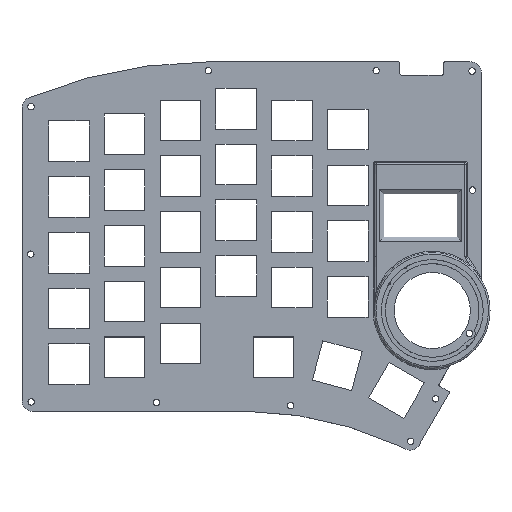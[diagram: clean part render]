
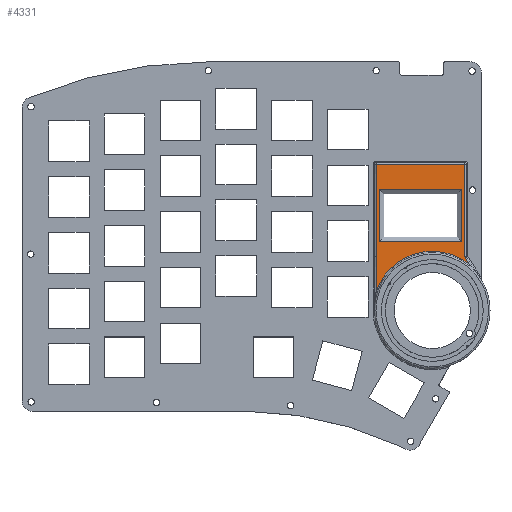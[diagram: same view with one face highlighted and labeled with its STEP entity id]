
A CAD part, top view. The second image highlights one B-rep face of the part: STEP entity #4331.
In plain terms, the highlighted planar face has unit normal (0, 0, 1).
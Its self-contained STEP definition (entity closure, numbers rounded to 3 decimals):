
#42=FACE_BOUND('',#536,.T.);
#137=PLANE('',#4597);
#310=FACE_OUTER_BOUND('',#535,.T.);
#535=EDGE_LOOP('',(#3078,#3079,#3080,#3081,#3082,#3083,#3084));
#536=EDGE_LOOP('',(#3085,#3086,#3087,#3088));
#844=LINE('',#6373,#1346);
#846=LINE('',#6409,#1348);
#847=LINE('',#6413,#1349);
#848=LINE('',#6415,#1350);
#849=LINE('',#6416,#1351);
#850=LINE('',#6419,#1352);
#851=LINE('',#6421,#1353);
#852=LINE('',#6423,#1354);
#853=LINE('',#6424,#1355);
#1346=VECTOR('',#4996,10.);
#1348=VECTOR('',#5000,10.);
#1349=VECTOR('',#5003,10.);
#1350=VECTOR('',#5004,10.);
#1351=VECTOR('',#5005,10.);
#1352=VECTOR('',#5006,10.);
#1353=VECTOR('',#5007,10.);
#1354=VECTOR('',#5008,10.);
#1355=VECTOR('',#5009,10.);
#1866=CIRCLE('',#4595,20.225);
#1867=CIRCLE('',#4598,1.);
#1987=VERTEX_POINT('',#6279);
#1989=VERTEX_POINT('',#6317);
#1992=VERTEX_POINT('',#6372);
#1994=VERTEX_POINT('',#6408);
#1995=VERTEX_POINT('',#6410);
#1996=VERTEX_POINT('',#6412);
#1997=VERTEX_POINT('',#6414);
#1998=VERTEX_POINT('',#6417);
#1999=VERTEX_POINT('',#6418);
#2000=VERTEX_POINT('',#6420);
#2001=VERTEX_POINT('',#6422);
#2413=EDGE_CURVE('',#1987,#1989,#1866,.T.);
#2416=EDGE_CURVE('',#1989,#1992,#844,.T.);
#2419=EDGE_CURVE('',#1994,#1987,#846,.T.);
#2420=EDGE_CURVE('',#1995,#1994,#1867,.T.);
#2421=EDGE_CURVE('',#1996,#1995,#847,.T.);
#2422=EDGE_CURVE('',#1997,#1996,#848,.T.);
#2423=EDGE_CURVE('',#1992,#1997,#849,.T.);
#2424=EDGE_CURVE('',#1998,#1999,#850,.T.);
#2425=EDGE_CURVE('',#2000,#1998,#851,.T.);
#2426=EDGE_CURVE('',#2001,#2000,#852,.T.);
#2427=EDGE_CURVE('',#1999,#2001,#853,.T.);
#3078=ORIENTED_EDGE('',*,*,#2413,.F.);
#3079=ORIENTED_EDGE('',*,*,#2419,.F.);
#3080=ORIENTED_EDGE('',*,*,#2420,.F.);
#3081=ORIENTED_EDGE('',*,*,#2421,.F.);
#3082=ORIENTED_EDGE('',*,*,#2422,.F.);
#3083=ORIENTED_EDGE('',*,*,#2423,.F.);
#3084=ORIENTED_EDGE('',*,*,#2416,.F.);
#3085=ORIENTED_EDGE('',*,*,#2424,.F.);
#3086=ORIENTED_EDGE('',*,*,#2425,.F.);
#3087=ORIENTED_EDGE('',*,*,#2426,.F.);
#3088=ORIENTED_EDGE('',*,*,#2427,.F.);
#4331=ADVANCED_FACE('',(#310,#42),#137,.T.);
#4595=AXIS2_PLACEMENT_3D('',#6321,#4992,#4993);
#4597=AXIS2_PLACEMENT_3D('',#6407,#4998,#4999);
#4598=AXIS2_PLACEMENT_3D('',#6411,#5001,#5002);
#4992=DIRECTION('center_axis',(0.,0.,1.));
#4993=DIRECTION('ref_axis',(-0.281,0.96,0.));
#4996=DIRECTION('',(0.005,1.,0.));
#4998=DIRECTION('center_axis',(0.,0.,1.));
#4999=DIRECTION('ref_axis',(1.,0.,0.));
#5000=DIRECTION('',(0.542,-0.84,0.));
#5001=DIRECTION('center_axis',(0.,0.,1.));
#5002=DIRECTION('ref_axis',(-0.959,-0.283,0.));
#5003=DIRECTION('',(0.,-1.,0.));
#5004=DIRECTION('',(1.,0.,0.));
#5005=DIRECTION('',(0.,1.,0.));
#5006=DIRECTION('',(0.,1.,0.));
#5007=DIRECTION('',(1.,0.,0.));
#5008=DIRECTION('',(0.,-1.,0.));
#5009=DIRECTION('',(-1.,0.,0.));
#6279=CARTESIAN_POINT('',(159.743,69.706,7.5));
#6317=CARTESIAN_POINT('',(127.805,60.371,7.5));
#6321=CARTESIAN_POINT('Origin',(147.,54.,7.5));
#6372=CARTESIAN_POINT('',(127.861,72.398,7.5));
#6373=CARTESIAN_POINT('',(127.899,80.458,7.5));
#6407=CARTESIAN_POINT('Origin',(143.006,88.45,7.5));
#6408=CARTESIAN_POINT('',(158.311,71.924,7.5));
#6409=CARTESIAN_POINT('',(154.685,77.539,7.5));
#6410=CARTESIAN_POINT('',(158.151,72.466,7.5));
#6411=CARTESIAN_POINT('Origin',(159.151,72.466,7.5));
#6412=CARTESIAN_POINT('',(158.151,104.,7.5));
#6413=CARTESIAN_POINT('',(158.151,80.425,7.5));
#6414=CARTESIAN_POINT('',(127.861,104.,7.5));
#6415=CARTESIAN_POINT('',(150.966,104.,7.5));
#6416=CARTESIAN_POINT('',(127.861,96.475,7.5));
#6417=CARTESIAN_POINT('',(157.097,77.529,7.5));
#6418=CARTESIAN_POINT('',(157.097,95.371,7.5));
#6419=CARTESIAN_POINT('',(157.097,88.45,7.5));
#6420=CARTESIAN_POINT('',(128.915,77.529,7.5));
#6421=CARTESIAN_POINT('',(143.006,77.529,7.5));
#6422=CARTESIAN_POINT('',(128.915,95.371,7.5));
#6423=CARTESIAN_POINT('',(128.915,88.45,7.5));
#6424=CARTESIAN_POINT('',(143.006,95.371,7.5));
